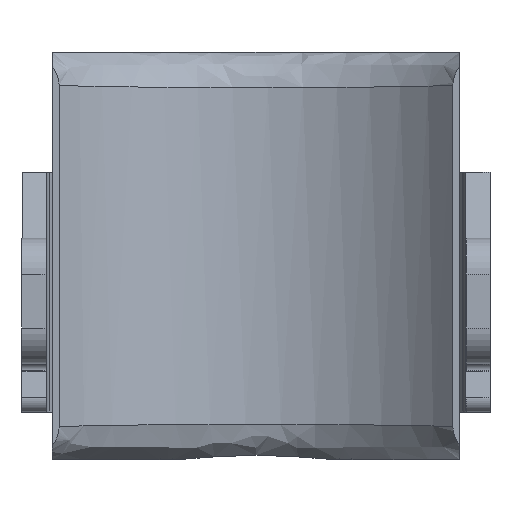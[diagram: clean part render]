
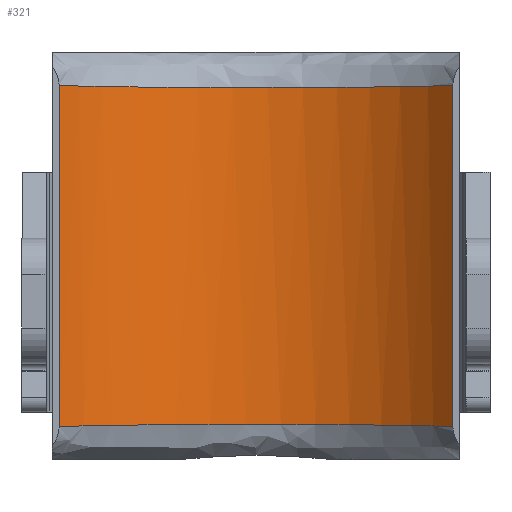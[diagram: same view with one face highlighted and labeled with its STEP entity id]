
A CAD part, front view. The second image highlights one B-rep face of the part: STEP entity #321.
In plain terms, the highlighted cylindrical face has radius 21.7 mm (diameter 43.4 mm), a partial arc.
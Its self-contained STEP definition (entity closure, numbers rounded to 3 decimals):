
#171 = CARTESIAN_POINT ( 'NONE',  ( -3.105, -0.168, -14.044 ) ) ;
#189 = CARTESIAN_POINT ( 'NONE',  ( -5.365, -0.66, -14.052 ) ) ;
#207 = CARTESIAN_POINT ( 'NONE',  ( -15.898, -6.909, -14.198 ) ) ;
#233 = CARTESIAN_POINT ( 'NONE',  ( -14.219, -5.289, -14.151 ) ) ;
#308 = ORIENTED_EDGE ( 'NONE', *, *, #5934, .T. ) ;
#321 = ADVANCED_FACE ( 'NONE', ( #4917 ), #4765, .F. ) ;
#429 = CARTESIAN_POINT ( 'NONE',  ( 6.5, -0.993, -14.057 ) ) ;
#595 = VERTEX_POINT ( 'NONE', #6256 ) ;
#633 = CARTESIAN_POINT ( 'NONE',  ( -15.357, -6.349, -14.181 ) ) ;
#657 = VECTOR ( 'NONE', #3473, 1000. ) ;
#674 = CARTESIAN_POINT ( 'NONE',  ( 5.379, -0.674, -14.052 ) ) ;
#692 = CARTESIAN_POINT ( 'NONE',  ( -7.588, -1.366, -14.064 ) ) ;
#1063 = ORIENTED_EDGE ( 'NONE', *, *, #5227, .T. ) ;
#1069 = CARTESIAN_POINT ( 'NONE',  ( 0., -21.7, 17. ) ) ;
#1078 = VERTEX_POINT ( 'NONE', #5737 ) ;
#1150 = CARTESIAN_POINT ( 'NONE',  ( -16.409, -7.5, -14.218 ) ) ;
#1162 = CARTESIAN_POINT ( 'NONE',  ( 9.719, -2.283, -14.081 ) ) ;
#1236 = CARTESIAN_POINT ( 'NONE',  ( 3.096, -0.166, 14.044 ) ) ;
#1271 = LINE ( 'NONE', #5402, #6349 ) ;
#1442 = B_SPLINE_CURVE_WITH_KNOTS ( 'NONE', 3,
 ( #2666, #2678, #2623, #2617, #2612, #2601, #2590, #2567, #2558, #2545, #2534, #2524, #4704, #1236, #4194, #2499, #2474, #2470, #2461, #2455, #2439, #2429, #2412, #2402, #2395, #2390, #2381, #2372, #2346, #2330 ),
 .UNSPECIFIED., .F., .F.,
 ( 4, 2, 2, 2, 2, 2, 2, 2, 2, 2, 2, 2, 2, 2, 4 ),
 ( 0., 0.005, 0.007, 0.009, 0.012, 0.013, 0.014, 0.019, 0.023, 0.026, 0.027, 0.028, 0.033, 0.035, 0.037 ),
 .UNSPECIFIED. ) ;
#1687 = ORIENTED_EDGE ( 'NONE', *, *, #4156, .T. ) ;
#1704 = CARTESIAN_POINT ( 'NONE',  ( -10.424, -2.605, -14.087 ) ) ;
#1772 = CARTESIAN_POINT ( 'NONE',  ( -16.409, -7.5, 14.218 ) ) ;
#1841 = CARTESIAN_POINT ( 'NONE',  ( -16.409, -7.5, -14.218 ) ) ;
#1932 = CARTESIAN_POINT ( 'NONE',  ( 16.409, -7.5, -14.218 ) ) ;
#2330 = CARTESIAN_POINT ( 'NONE',  ( -16.409, -7.5, 14.218 ) ) ;
#2346 = CARTESIAN_POINT ( 'NONE',  ( -15.898, -6.909, 14.198 ) ) ;
#2372 = CARTESIAN_POINT ( 'NONE',  ( -15.357, -6.349, 14.181 ) ) ;
#2381 = CARTESIAN_POINT ( 'NONE',  ( -14.219, -5.289, 14.151 ) ) ;
#2390 = CARTESIAN_POINT ( 'NONE',  ( -13.617, -4.787, 14.138 ) ) ;
#2395 = CARTESIAN_POINT ( 'NONE',  ( -11.75, -3.39, 14.103 ) ) ;
#2402 = CARTESIAN_POINT ( 'NONE',  ( -10.424, -2.605, 14.087 ) ) ;
#2412 = CARTESIAN_POINT ( 'NONE',  ( -8.667, -1.802, 14.071 ) ) ;
#2429 = CARTESIAN_POINT ( 'NONE',  ( -8.311, -1.651, 14.069 ) ) ;
#2436 = EDGE_LOOP ( 'NONE', ( #308, #1687, #2703, #1063 ) ) ;
#2439 = CARTESIAN_POINT ( 'NONE',  ( -7.588, -1.366, 14.064 ) ) ;
#2455 = CARTESIAN_POINT ( 'NONE',  ( -7.22, -1.233, 14.061 ) ) ;
#2461 = CARTESIAN_POINT ( 'NONE',  ( -6.111, -0.864, 14.055 ) ) ;
#2470 = CARTESIAN_POINT ( 'NONE',  ( -5.365, -0.66, 14.052 ) ) ;
#2474 = CARTESIAN_POINT ( 'NONE',  ( -3.105, -0.168, 14.044 ) ) ;
#2499 = CARTESIAN_POINT ( 'NONE',  ( -1.571, -0.001, 14.042 ) ) ;
#2524 = CARTESIAN_POINT ( 'NONE',  ( 5.379, -0.674, 14.052 ) ) ;
#2534 = CARTESIAN_POINT ( 'NONE',  ( 6.129, -0.88, 14.055 ) ) ;
#2545 = CARTESIAN_POINT ( 'NONE',  ( 6.5, -0.993, 14.057 ) ) ;
#2558 = CARTESIAN_POINT ( 'NONE',  ( 7.601, -1.36, 14.063 ) ) ;
#2567 = CARTESIAN_POINT ( 'NONE',  ( 8.318, -1.643, 14.068 ) ) ;
#2590 = CARTESIAN_POINT ( 'NONE',  ( 9.719, -2.283, 14.081 ) ) ;
#2601 = CARTESIAN_POINT ( 'NONE',  ( 10.403, -2.64, 14.088 ) ) ;
#2612 = CARTESIAN_POINT ( 'NONE',  ( 11.738, -3.432, 14.105 ) ) ;
#2617 = CARTESIAN_POINT ( 'NONE',  ( 12.39, -3.868, 14.115 ) ) ;
#2623 = CARTESIAN_POINT ( 'NONE',  ( 14.253, -5.264, 14.15 ) ) ;
#2635 = AXIS2_PLACEMENT_3D ( 'NONE', #1069, #2944, #5640 ) ;
#2664 = CARTESIAN_POINT ( 'NONE',  ( -11.75, -3.39, -14.103 ) ) ;
#2666 = CARTESIAN_POINT ( 'NONE',  ( 16.409, -7.5, 14.218 ) ) ;
#2678 = CARTESIAN_POINT ( 'NONE',  ( 15.387, -6.319, 14.179 ) ) ;
#2703 = ORIENTED_EDGE ( 'NONE', *, *, #5119, .F. ) ;
#2732 = CARTESIAN_POINT ( 'NONE',  ( 10.403, -2.64, -14.088 ) ) ;
#2819 = CARTESIAN_POINT ( 'NONE',  ( 1.554, 0.001, -14.042 ) ) ;
#2944 = DIRECTION ( 'NONE',  ( 0., 0., -1. ) ) ;
#3159 = CARTESIAN_POINT ( 'NONE',  ( -7.22, -1.233, -14.061 ) ) ;
#3172 = CARTESIAN_POINT ( 'NONE',  ( -8.667, -1.802, -14.071 ) ) ;
#3286 = CARTESIAN_POINT ( 'NONE',  ( 14.253, -5.264, -14.15 ) ) ;
#3376 = CARTESIAN_POINT ( 'NONE',  ( -1.571, -0.001, -14.042 ) ) ;
#3401 = CARTESIAN_POINT ( 'NONE',  ( 4.999, -0.58, -14.051 ) ) ;
#3441 = LINE ( 'NONE', #3480, #657 ) ;
#3467 = VERTEX_POINT ( 'NONE', #1772 ) ;
#3473 = DIRECTION ( 'NONE',  ( 0., 0., -1. ) ) ;
#3480 = CARTESIAN_POINT ( 'NONE',  ( 16.409, -7.5, 17. ) ) ;
#3650 = CARTESIAN_POINT ( 'NONE',  ( 3.096, -0.166, -14.044 ) ) ;
#3658 = CARTESIAN_POINT ( 'NONE',  ( -13.617, -4.787, -14.138 ) ) ;
#3865 = CARTESIAN_POINT ( 'NONE',  ( 7.601, -1.36, -14.063 ) ) ;
#3960 = CARTESIAN_POINT ( 'NONE',  ( 11.738, -3.432, -14.105 ) ) ;
#4117 = CARTESIAN_POINT ( 'NONE',  ( -6.111, -0.864, -14.055 ) ) ;
#4156 = EDGE_CURVE ( 'NONE', #5477, #1078, #4391, .T. ) ;
#4194 = CARTESIAN_POINT ( 'NONE',  ( 1.554, 0.001, 14.042 ) ) ;
#4265 = CARTESIAN_POINT ( 'NONE',  ( 8.318, -1.643, -14.068 ) ) ;
#4391 = B_SPLINE_CURVE_WITH_KNOTS ( 'NONE', 3,
 ( #1841, #207, #633, #233, #3658, #2664, #1704, #3172, #5221, #692, #3159, #4117, #189, #171, #3376, #2819, #3650, #3401, #674, #5129, #429, #3865, #4265, #1162, #2732, #3960, #5015, #3286, #6252, #1932 ),
 .UNSPECIFIED., .F., .F.,
 ( 4, 2, 2, 2, 2, 2, 2, 2, 2, 2, 2, 2, 2, 2, 4 ),
 ( 0., 0.002, 0.005, 0.009, 0.011, 0.012, 0.014, 0.019, 0.023, 0.025, 0.026, 0.028, 0.03, 0.033, 0.037 ),
 .UNSPECIFIED. ) ;
#4704 = CARTESIAN_POINT ( 'NONE',  ( 4.999, -0.58, 14.051 ) ) ;
#4765 = CYLINDRICAL_SURFACE ( 'NONE', #2635, 21.7 ) ;
#4917 = FACE_OUTER_BOUND ( 'NONE', #2436, .T. ) ;
#5015 = CARTESIAN_POINT ( 'NONE',  ( 12.39, -3.868, -14.115 ) ) ;
#5072 = DIRECTION ( 'NONE',  ( 0., 0., -1. ) ) ;
#5119 = EDGE_CURVE ( 'NONE', #595, #1078, #3441, .T. ) ;
#5129 = CARTESIAN_POINT ( 'NONE',  ( 6.129, -0.88, -14.055 ) ) ;
#5221 = CARTESIAN_POINT ( 'NONE',  ( -8.311, -1.651, -14.069 ) ) ;
#5227 = EDGE_CURVE ( 'NONE', #595, #3467, #1442, .T. ) ;
#5402 = CARTESIAN_POINT ( 'NONE',  ( -16.409, -7.5, 17. ) ) ;
#5477 = VERTEX_POINT ( 'NONE', #1150 ) ;
#5640 = DIRECTION ( 'NONE',  ( -1., 0., 0. ) ) ;
#5737 = CARTESIAN_POINT ( 'NONE',  ( 16.409, -7.5, -14.218 ) ) ;
#5934 = EDGE_CURVE ( 'NONE', #3467, #5477, #1271, .T. ) ;
#6252 = CARTESIAN_POINT ( 'NONE',  ( 15.387, -6.319, -14.179 ) ) ;
#6256 = CARTESIAN_POINT ( 'NONE',  ( 16.409, -7.5, 14.218 ) ) ;
#6349 = VECTOR ( 'NONE', #5072, 1000. ) ;
